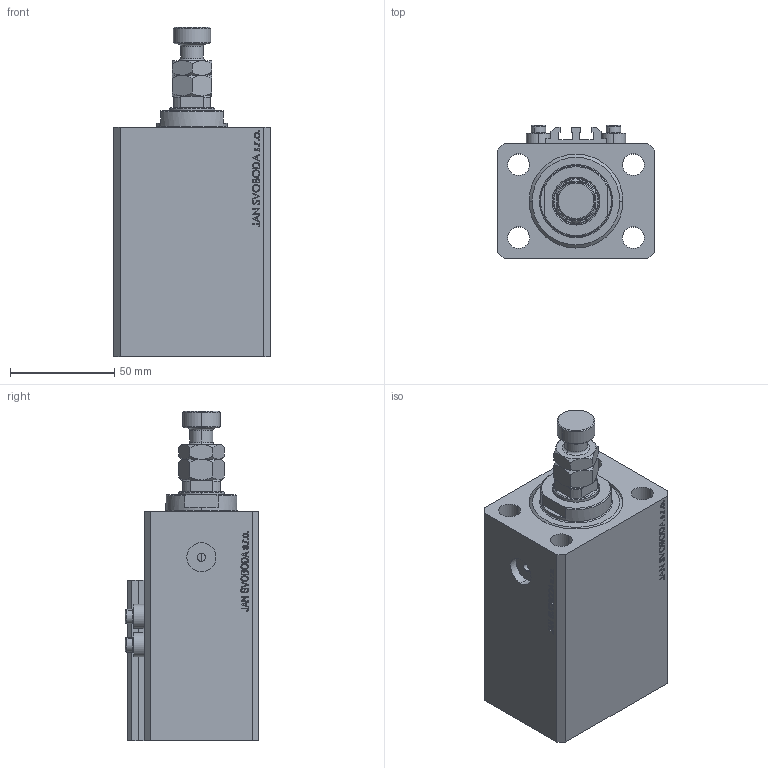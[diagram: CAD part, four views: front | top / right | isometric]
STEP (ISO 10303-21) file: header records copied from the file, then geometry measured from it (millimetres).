
FILE_DESCRIPTION (( 'STEP AP203' ), '1' );
FILE_NAME ('7184.STEP', '2024-10-18T10:12:26', ( '' ), ( '' ), 'SwSTEP 2.0', 'SolidWorks 2019', '' );
FILE_SCHEMA (( 'CONFIG_CONTROL_DESIGN' ));
Length unit declared in the file: millimetre
Products named in the file (6): V250CE_C_Body 9125989a2ddedada8ece9e75ab6158c7; V250CE_C_VCP 9125989a2ddedada8ece9e75ab6158c7; ALLEN BOLT V250CE 9125989a2ddedada8ece9e75ab6158c7; MFA 9125989a2ddedada8ece9e75ab6158c7; V250CE_VC_C 9125989a2ddedada8ece9e75ab6158c7; 7184
Assembly tree (8 placements, depth 2):
  7184
    V250CE_C_Body 9125989a2ddedada8ece9e75ab6158c7
    ALLEN BOLT V250CE 9125989a2ddedada8ece9e75ab6158c7  x4
    V250CE_C_VCP 9125989a2ddedada8ece9e75ab6158c7
    V250CE_VC_C 9125989a2ddedada8ece9e75ab6158c7
    MFA 9125989a2ddedada8ece9e75ab6158c7
Bounding box: 75 x 64 x 158 mm (x, y, z)
Volume: 416514.5 mm3; surface area: 94305 mm2
Topology: 9 solids, 9 shells, 1090 faces, 2716 edges, 1765 vertices
Faces by surface type: plane 520, bspline 374, cylinder 92, cone 86, torus 18
Entity records: 49017 total; most frequent: CARTESIAN_POINT 26433, ORIENTED_EDGE 5122, DIRECTION 3261, EDGE_CURVE 2561, VERTEX_POINT 1681, LINE 1511, VECTOR 1511, EDGE_LOOP 1142
